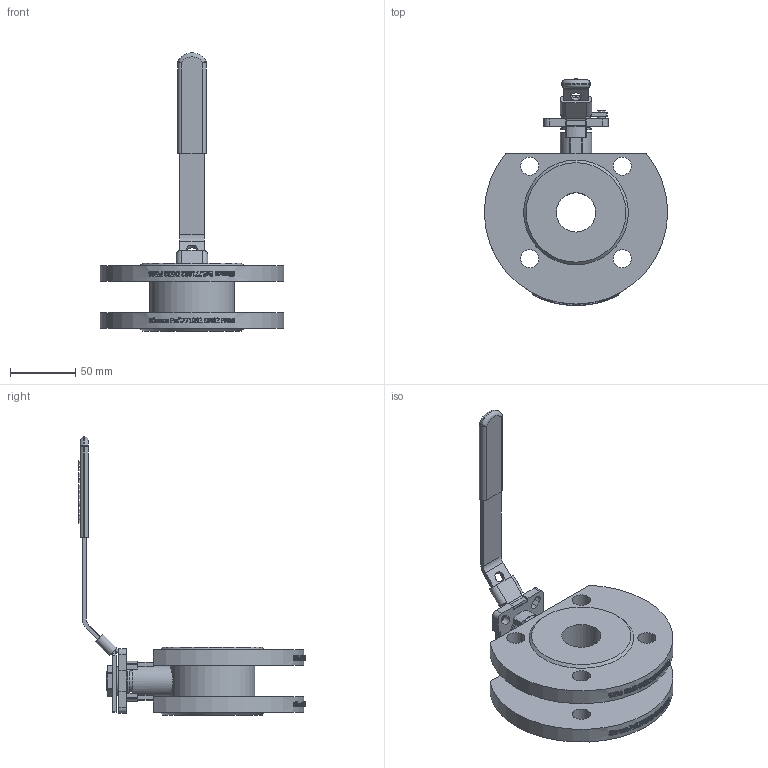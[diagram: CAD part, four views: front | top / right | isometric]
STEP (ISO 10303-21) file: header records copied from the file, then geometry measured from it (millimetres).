
FILE_DESCRIPTION(/* description */ ('771032'),/* implementation_level */ '2;1');
FILE_NAME(/* name */ '771032_new.stp',/* time_stamp */ '2021-10-05T14:51:00+02:00',/* author */ ('jmorand'),/* organization */ ('Sferaco'),/* preprocessor_version */ 'ST-DEVELOPER v18.1',/* originating_system */ 'Autodesk Inventor 2021',/* authorisation */ '');
FILE_SCHEMA (('AUTOMOTIVE_DESIGN { 1 0 10303 214 3 1 1 }'));
Products named in the file (1): 771032_ens_new_Shrinkwrap_1
Bounding box: 140 x 173 x 212.46 mm (x, y, z)
Volume: 422859 mm3; surface area: 104177.6 mm2
Topology: 13 solids, 13 shells, 1729 faces, 4780 edges, 3179 vertices
Faces by surface type: plane 816, bspline 741, cylinder 161, cone 5, sphere 4, torus 2
Full cylindrical faces by diameter (mm): 4.134 x1, 5 x1, 6 x1, 8 x1, 11.835 x2, 12.5 x1, 13.835 x8, 14 x1, 14.5 x3, 16 x1, 17 x1, 22 x1, 23 x2, 24 x1, 28 x1, 30 x1
Entity records: 69969 total; most frequent: CARTESIAN_POINT 28383, ORIENTED_EDGE 9560, DIRECTION 5843, EDGE_CURVE 4780, VERTEX_POINT 3179, LINE 2719, VECTOR 2719, EDGE_LOOP 1927
